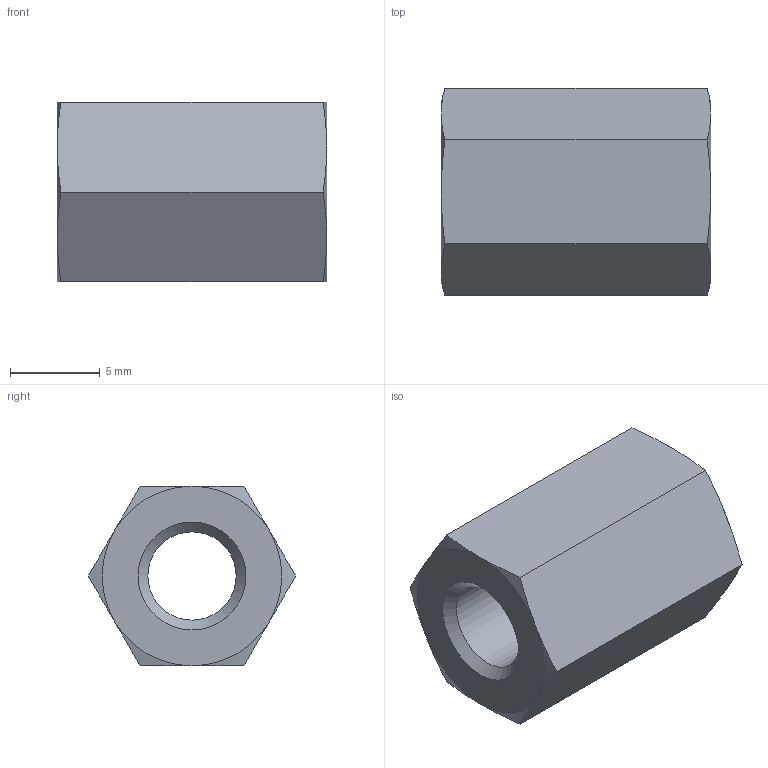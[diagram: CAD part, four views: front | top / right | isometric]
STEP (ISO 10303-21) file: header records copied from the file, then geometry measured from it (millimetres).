
FILE_DESCRIPTION( ( 'STEP AP214' ), '1' );
FILE_NAME( 'hpc_MHX6-15_SS_B.stp', '2018-11-08T10:54:56', ( '' ), ( '' ), ' ', 'PARTsolutions', ' ' );
FILE_SCHEMA( ( 'AUTOMOTIVE_DESIGN { 1 0 10303 214 1 1 1 1 }' ) );
Length unit declared in the file: millimetre
Products named in the file (1): _hpc_MHX6-15/SS/B
Bounding box: 15 x 11.55 x 10 mm (x, y, z)
Volume: 1008.1 mm3; surface area: 874.9 mm2
Topology: 1 solids, 1 shells, 53 faces, 127 edges, 80 vertices
Faces by surface type: plane 34, cone 14, cylinder 5
Full cylindrical faces by diameter (mm): 4.917 x1
Entity records: 1974 total; most frequent: CARTESIAN_POINT 338, ORIENTED_EDGE 248, DIRECTION 232, EDGE_CURVE 124, VERTEX_POINT 80, AXIS2_PLACEMENT_3D 78, LINE 76, VECTOR 76
